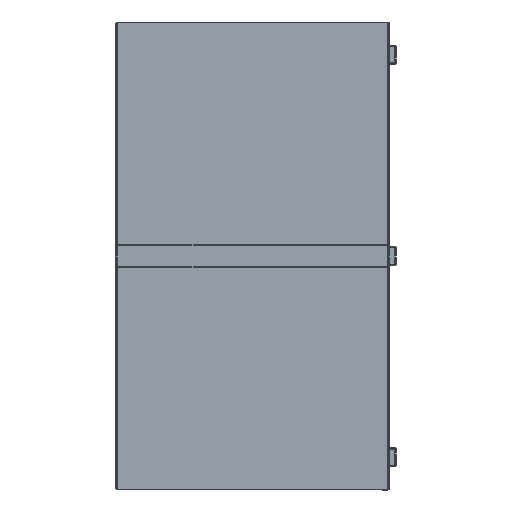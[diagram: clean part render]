
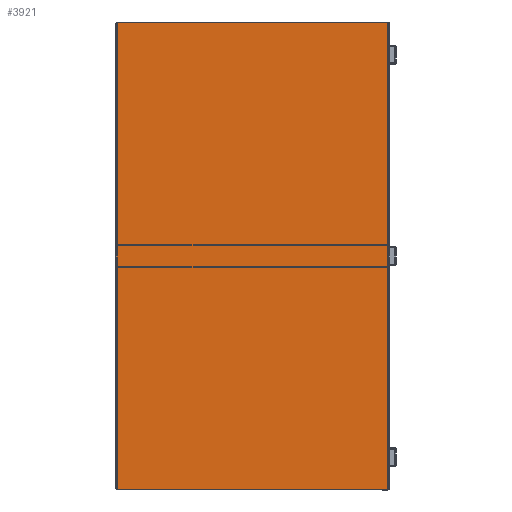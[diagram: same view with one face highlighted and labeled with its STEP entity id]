
A CAD part, left-side view. The second image highlights one B-rep face of the part: STEP entity #3921.
In plain terms, the highlighted face is planar.
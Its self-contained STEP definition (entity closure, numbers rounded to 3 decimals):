
#105 = DIRECTION ( 'NONE',  ( 0., 1., 0. ) ) ;
#257 = VERTEX_POINT ( 'NONE', #5260 ) ;
#275 = LINE ( 'NONE', #1977, #3104 ) ;
#278 = ORIENTED_EDGE ( 'NONE', *, *, #1493, .T. ) ;
#289 = EDGE_CURVE ( 'NONE', #3636, #5051, #4365, .T. ) ;
#389 = EDGE_CURVE ( 'NONE', #4023, #5465, #984, .T. ) ;
#419 = DIRECTION ( 'NONE',  ( -1., 0., 0. ) ) ;
#535 = VECTOR ( 'NONE', #419, 1000. ) ;
#607 = CARTESIAN_POINT ( 'NONE',  ( -498., 288.5, -2. ) ) ;
#801 = PLANE ( 'NONE',  #1241 ) ;
#885 = VECTOR ( 'NONE', #5136, 1000. ) ;
#915 = ORIENTED_EDGE ( 'NONE', *, *, #2619, .T. ) ;
#964 = DIRECTION ( 'NONE',  ( 1., 0., 0. ) ) ;
#984 = LINE ( 'NONE', #2700, #4254 ) ;
#1025 = VERTEX_POINT ( 'NONE', #4866 ) ;
#1069 = EDGE_LOOP ( 'NONE', ( #2861, #3963, #915, #1118, #5041, #278, #2100, #2067 ) ) ;
#1118 = ORIENTED_EDGE ( 'NONE', *, *, #4660, .F. ) ;
#1165 = EDGE_CURVE ( 'NONE', #3382, #257, #3958, .T. ) ;
#1183 = VECTOR ( 'NONE', #4787, 1000. ) ;
#1207 = EDGE_CURVE ( 'NONE', #2632, #257, #275, .T. ) ;
#1241 = AXIS2_PLACEMENT_3D ( 'NONE', #4228, #1638, #4289 ) ;
#1392 = CARTESIAN_POINT ( 'NONE',  ( -500., 288.5, -2. ) ) ;
#1437 = DIRECTION ( 'NONE',  ( -1., 0., 0. ) ) ;
#1493 = EDGE_CURVE ( 'NONE', #5465, #2632, #3504, .T. ) ;
#1625 = LINE ( 'NONE', #3343, #885 ) ;
#1638 = DIRECTION ( 'NONE',  ( 0., 0., -1. ) ) ;
#1977 = CARTESIAN_POINT ( 'NONE',  ( -500., 288.5, -2. ) ) ;
#2011 = VECTOR ( 'NONE', #964, 1000. ) ;
#2067 = ORIENTED_EDGE ( 'NONE', *, *, #1165, .F. ) ;
#2100 = ORIENTED_EDGE ( 'NONE', *, *, #1207, .T. ) ;
#2150 = LINE ( 'NONE', #3050, #1183 ) ;
#2500 = CARTESIAN_POINT ( 'NONE',  ( 498., -288.5, -2. ) ) ;
#2513 = LINE ( 'NONE', #3052, #535 ) ;
#2514 = CARTESIAN_POINT ( 'NONE',  ( 496.586, -288.5, -2. ) ) ;
#2619 = EDGE_CURVE ( 'NONE', #5051, #1025, #2513, .T. ) ;
#2632 = VERTEX_POINT ( 'NONE', #3814 ) ;
#2700 = CARTESIAN_POINT ( 'NONE',  ( -500., 288.5, -2. ) ) ;
#2861 = ORIENTED_EDGE ( 'NONE', *, *, #5013, .T. ) ;
#3050 = CARTESIAN_POINT ( 'NONE',  ( 500., -288.5, -2. ) ) ;
#3052 = CARTESIAN_POINT ( 'NONE',  ( 500., -288.5, -2. ) ) ;
#3104 = VECTOR ( 'NONE', #3752, 1000. ) ;
#3118 = CARTESIAN_POINT ( 'NONE',  ( 500., -288.5, -2. ) ) ;
#3343 = CARTESIAN_POINT ( 'NONE',  ( -498., 0., -2. ) ) ;
#3359 = CARTESIAN_POINT ( 'NONE',  ( -496.586, -288.5, -2. ) ) ;
#3382 = VERTEX_POINT ( 'NONE', #2500 ) ;
#3504 = LINE ( 'NONE', #1392, #2011 ) ;
#3580 = CARTESIAN_POINT ( 'NONE',  ( -496.586, 288.5, -2. ) ) ;
#3636 = VERTEX_POINT ( 'NONE', #2514 ) ;
#3653 = VECTOR ( 'NONE', #105, 1000. ) ;
#3752 = DIRECTION ( 'NONE',  ( 1., 0., 0. ) ) ;
#3808 = VECTOR ( 'NONE', #1437, 1000. ) ;
#3814 = CARTESIAN_POINT ( 'NONE',  ( 496.586, 288.5, -2. ) ) ;
#3899 = FACE_OUTER_BOUND ( 'NONE', #1069, .T. ) ;
#3921 = ADVANCED_FACE ( 'NONE', ( #3899 ), #801, .T. ) ;
#3958 = LINE ( 'NONE', #5359, #3653 ) ;
#3963 = ORIENTED_EDGE ( 'NONE', *, *, #289, .T. ) ;
#4023 = VERTEX_POINT ( 'NONE', #607 ) ;
#4228 = CARTESIAN_POINT ( 'NONE',  ( 0., 0., -2. ) ) ;
#4254 = VECTOR ( 'NONE', #5205, 1000. ) ;
#4289 = DIRECTION ( 'NONE',  ( -1., 0., 0. ) ) ;
#4365 = LINE ( 'NONE', #3118, #3808 ) ;
#4660 = EDGE_CURVE ( 'NONE', #4023, #1025, #1625, .T. ) ;
#4787 = DIRECTION ( 'NONE',  ( -1., 0., 0. ) ) ;
#4866 = CARTESIAN_POINT ( 'NONE',  ( -498., -288.5, -2. ) ) ;
#5013 = EDGE_CURVE ( 'NONE', #3382, #3636, #2150, .T. ) ;
#5041 = ORIENTED_EDGE ( 'NONE', *, *, #389, .T. ) ;
#5051 = VERTEX_POINT ( 'NONE', #3359 ) ;
#5136 = DIRECTION ( 'NONE',  ( 0., -1., 0. ) ) ;
#5205 = DIRECTION ( 'NONE',  ( 1., 0., 0. ) ) ;
#5260 = CARTESIAN_POINT ( 'NONE',  ( 498., 288.5, -2. ) ) ;
#5359 = CARTESIAN_POINT ( 'NONE',  ( 498., 0., -2. ) ) ;
#5465 = VERTEX_POINT ( 'NONE', #3580 ) ;
